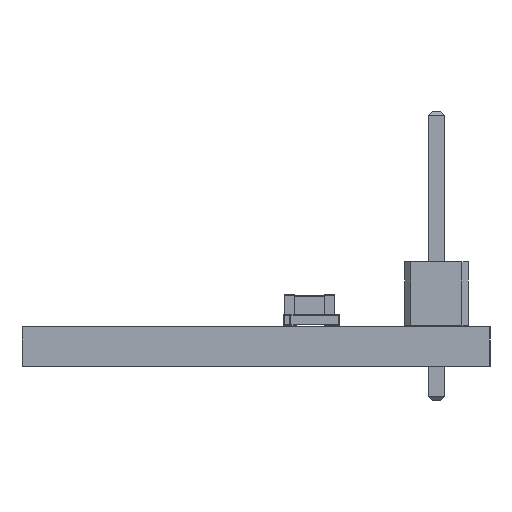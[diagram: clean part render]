
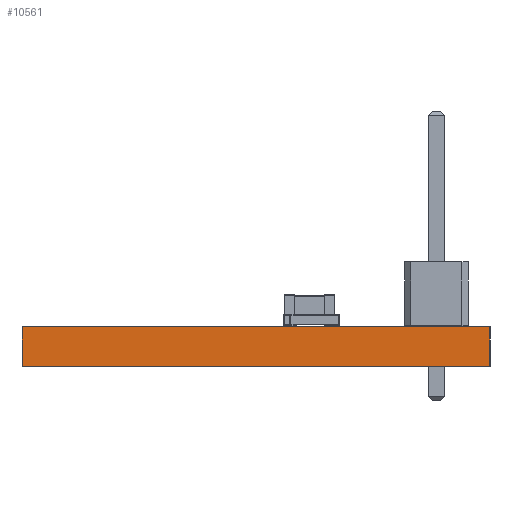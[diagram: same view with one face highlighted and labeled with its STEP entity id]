
A CAD part, left-side view. The second image highlights one B-rep face of the part: STEP entity #10561.
In plain terms, the highlighted planar face has unit normal (-1, 0, 0).
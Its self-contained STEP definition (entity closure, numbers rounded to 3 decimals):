
#10380 = PLANE('',#10381);
#10381 = AXIS2_PLACEMENT_3D('',#10382,#10383,#10384);
#10382 = CARTESIAN_POINT('',(143.51,-65.126,0.));
#10383 = DIRECTION('',(0.,-1.,0.));
#10384 = DIRECTION('',(-1.,0.,0.));
#10405 = VERTEX_POINT('',#10406);
#10406 = CARTESIAN_POINT('',(122.25,-65.126,1.58));
#10420 = PLANE('',#10421);
#10421 = AXIS2_PLACEMENT_3D('',#10422,#10423,#10424);
#10422 = CARTESIAN_POINT('',(132.88,-55.804,1.58));
#10423 = DIRECTION('',(-0.,-0.,-1.));
#10424 = DIRECTION('',(-1.,0.,0.));
#10432 = EDGE_CURVE('',#10433,#10405,#10435,.T.);
#10433 = VERTEX_POINT('',#10434);
#10434 = CARTESIAN_POINT('',(122.25,-65.126,0.));
#10435 = SURFACE_CURVE('',#10436,(#10440,#10447),.PCURVE_S1.);
#10436 = LINE('',#10437,#10438);
#10437 = CARTESIAN_POINT('',(122.25,-65.126,0.));
#10438 = VECTOR('',#10439,1.);
#10439 = DIRECTION('',(0.,0.,1.));
#10440 = PCURVE('',#10380,#10441);
#10441 = DEFINITIONAL_REPRESENTATION('',(#10442),#10446);
#10442 = LINE('',#10443,#10444);
#10443 = CARTESIAN_POINT('',(21.26,0.));
#10444 = VECTOR('',#10445,1.);
#10445 = DIRECTION('',(0.,-1.));
#10446 = ( GEOMETRIC_REPRESENTATION_CONTEXT(2) 
PARAMETRIC_REPRESENTATION_CONTEXT() REPRESENTATION_CONTEXT('2D SPACE',''
  ) );
#10447 = PCURVE('',#10448,#10453);
#10448 = PLANE('',#10449);
#10449 = AXIS2_PLACEMENT_3D('',#10450,#10451,#10452);
#10450 = CARTESIAN_POINT('',(122.25,-65.126,0.));
#10451 = DIRECTION('',(-1.,0.,0.));
#10452 = DIRECTION('',(0.,1.,0.));
#10453 = DEFINITIONAL_REPRESENTATION('',(#10454),#10458);
#10454 = LINE('',#10455,#10456);
#10455 = CARTESIAN_POINT('',(0.,0.));
#10456 = VECTOR('',#10457,1.);
#10457 = DIRECTION('',(0.,-1.));
#10458 = ( GEOMETRIC_REPRESENTATION_CONTEXT(2) 
PARAMETRIC_REPRESENTATION_CONTEXT() REPRESENTATION_CONTEXT('2D SPACE',''
  ) );
#10474 = PLANE('',#10475);
#10475 = AXIS2_PLACEMENT_3D('',#10476,#10477,#10478);
#10476 = CARTESIAN_POINT('',(132.88,-55.804,0.));
#10477 = DIRECTION('',(-0.,-0.,-1.));
#10478 = DIRECTION('',(-1.,0.,0.));
#10507 = PLANE('',#10508);
#10508 = AXIS2_PLACEMENT_3D('',#10509,#10510,#10511);
#10509 = CARTESIAN_POINT('',(122.25,-46.482,0.));
#10510 = DIRECTION('',(0.,1.,0.));
#10511 = DIRECTION('',(1.,0.,0.));
#10561 = ADVANCED_FACE('',(#10562),#10448,.T.);
#10562 = FACE_BOUND('',#10563,.T.);
#10563 = EDGE_LOOP('',(#10564,#10565,#10588,#10611));
#10564 = ORIENTED_EDGE('',*,*,#10432,.T.);
#10565 = ORIENTED_EDGE('',*,*,#10566,.T.);
#10566 = EDGE_CURVE('',#10405,#10567,#10569,.T.);
#10567 = VERTEX_POINT('',#10568);
#10568 = CARTESIAN_POINT('',(122.25,-46.482,1.58));
#10569 = SURFACE_CURVE('',#10570,(#10574,#10581),.PCURVE_S1.);
#10570 = LINE('',#10571,#10572);
#10571 = CARTESIAN_POINT('',(122.25,-65.126,1.58));
#10572 = VECTOR('',#10573,1.);
#10573 = DIRECTION('',(0.,1.,0.));
#10574 = PCURVE('',#10448,#10575);
#10575 = DEFINITIONAL_REPRESENTATION('',(#10576),#10580);
#10576 = LINE('',#10577,#10578);
#10577 = CARTESIAN_POINT('',(0.,-1.58));
#10578 = VECTOR('',#10579,1.);
#10579 = DIRECTION('',(1.,0.));
#10580 = ( GEOMETRIC_REPRESENTATION_CONTEXT(2) 
PARAMETRIC_REPRESENTATION_CONTEXT() REPRESENTATION_CONTEXT('2D SPACE',''
  ) );
#10581 = PCURVE('',#10420,#10582);
#10582 = DEFINITIONAL_REPRESENTATION('',(#10583),#10587);
#10583 = LINE('',#10584,#10585);
#10584 = CARTESIAN_POINT('',(10.63,-9.322));
#10585 = VECTOR('',#10586,1.);
#10586 = DIRECTION('',(0.,1.));
#10587 = ( GEOMETRIC_REPRESENTATION_CONTEXT(2) 
PARAMETRIC_REPRESENTATION_CONTEXT() REPRESENTATION_CONTEXT('2D SPACE',''
  ) );
#10588 = ORIENTED_EDGE('',*,*,#10589,.F.);
#10589 = EDGE_CURVE('',#10590,#10567,#10592,.T.);
#10590 = VERTEX_POINT('',#10591);
#10591 = CARTESIAN_POINT('',(122.25,-46.482,0.));
#10592 = SURFACE_CURVE('',#10593,(#10597,#10604),.PCURVE_S1.);
#10593 = LINE('',#10594,#10595);
#10594 = CARTESIAN_POINT('',(122.25,-46.482,0.));
#10595 = VECTOR('',#10596,1.);
#10596 = DIRECTION('',(0.,0.,1.));
#10597 = PCURVE('',#10448,#10598);
#10598 = DEFINITIONAL_REPRESENTATION('',(#10599),#10603);
#10599 = LINE('',#10600,#10601);
#10600 = CARTESIAN_POINT('',(18.644,0.));
#10601 = VECTOR('',#10602,1.);
#10602 = DIRECTION('',(0.,-1.));
#10603 = ( GEOMETRIC_REPRESENTATION_CONTEXT(2) 
PARAMETRIC_REPRESENTATION_CONTEXT() REPRESENTATION_CONTEXT('2D SPACE',''
  ) );
#10604 = PCURVE('',#10507,#10605);
#10605 = DEFINITIONAL_REPRESENTATION('',(#10606),#10610);
#10606 = LINE('',#10607,#10608);
#10607 = CARTESIAN_POINT('',(0.,0.));
#10608 = VECTOR('',#10609,1.);
#10609 = DIRECTION('',(0.,-1.));
#10610 = ( GEOMETRIC_REPRESENTATION_CONTEXT(2) 
PARAMETRIC_REPRESENTATION_CONTEXT() REPRESENTATION_CONTEXT('2D SPACE',''
  ) );
#10611 = ORIENTED_EDGE('',*,*,#10612,.F.);
#10612 = EDGE_CURVE('',#10433,#10590,#10613,.T.);
#10613 = SURFACE_CURVE('',#10614,(#10618,#10625),.PCURVE_S1.);
#10614 = LINE('',#10615,#10616);
#10615 = CARTESIAN_POINT('',(122.25,-65.126,0.));
#10616 = VECTOR('',#10617,1.);
#10617 = DIRECTION('',(0.,1.,0.));
#10618 = PCURVE('',#10448,#10619);
#10619 = DEFINITIONAL_REPRESENTATION('',(#10620),#10624);
#10620 = LINE('',#10621,#10622);
#10621 = CARTESIAN_POINT('',(0.,0.));
#10622 = VECTOR('',#10623,1.);
#10623 = DIRECTION('',(1.,0.));
#10624 = ( GEOMETRIC_REPRESENTATION_CONTEXT(2) 
PARAMETRIC_REPRESENTATION_CONTEXT() REPRESENTATION_CONTEXT('2D SPACE',''
  ) );
#10625 = PCURVE('',#10474,#10626);
#10626 = DEFINITIONAL_REPRESENTATION('',(#10627),#10631);
#10627 = LINE('',#10628,#10629);
#10628 = CARTESIAN_POINT('',(10.63,-9.322));
#10629 = VECTOR('',#10630,1.);
#10630 = DIRECTION('',(0.,1.));
#10631 = ( GEOMETRIC_REPRESENTATION_CONTEXT(2) 
PARAMETRIC_REPRESENTATION_CONTEXT() REPRESENTATION_CONTEXT('2D SPACE',''
  ) );
